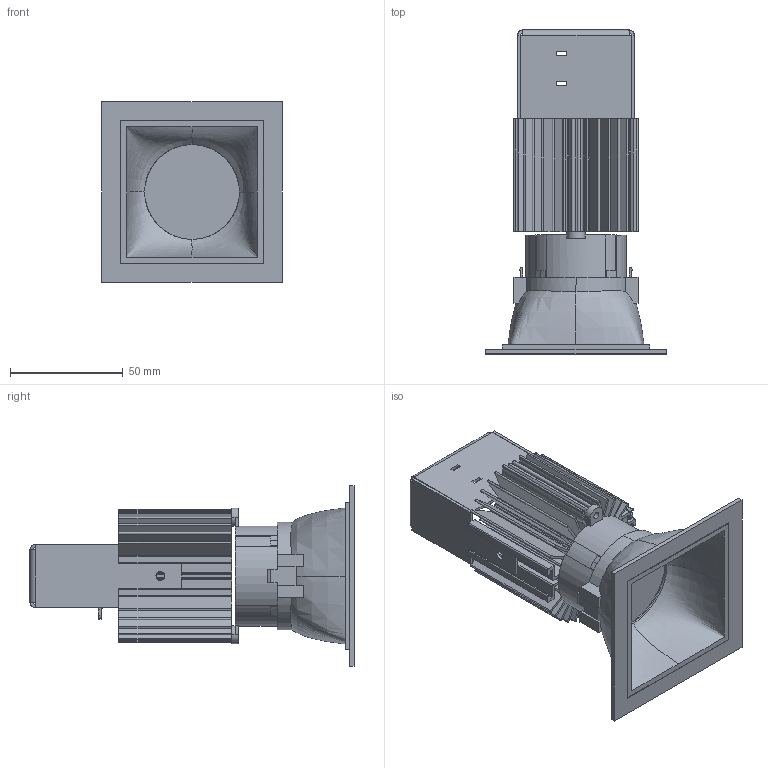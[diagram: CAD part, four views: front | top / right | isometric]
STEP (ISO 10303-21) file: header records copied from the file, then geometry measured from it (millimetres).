
FILE_DESCRIPTION (( 'STEP AP214' ), '1' );
FILE_NAME ('ARTEMIDE-ARCHITECTURAL-EVERYTHING 80-SQUARE-TRIM-3D.STEP', '2017-10-16T16:35:55', ( '' ), ( '' ), 'SwSTEP 2.0', 'SolidWorks 2012', '' );
FILE_SCHEMA (( 'AUTOMOTIVE_DESIGN' ));
Length unit declared in the file: inch
Products named in the file (1): ARTEMIDE-ARCHITECTURAL-EVERYTHING 80-SQUARE-TRIM-3D
Bounding box: 80 x 143.6 x 80 mm (x, y, z)
Volume: 105741.1 mm3; surface area: 108623.8 mm2
Topology: 8 solids, 8 shells, 769 faces, 2172 edges, 1412 vertices
Faces by surface type: plane 409, cylinder 320, cone 20, bspline 16, sphere 4
Entity records: 42779 total; most frequent: CARTESIAN_POINT 22483, ORIENTED_EDGE 4326, DIRECTION 4183, EDGE_CURVE 2163, VERTEX_POINT 1409, AXIS2_PLACEMENT_3D 1409, LINE 1365, VECTOR 1365
